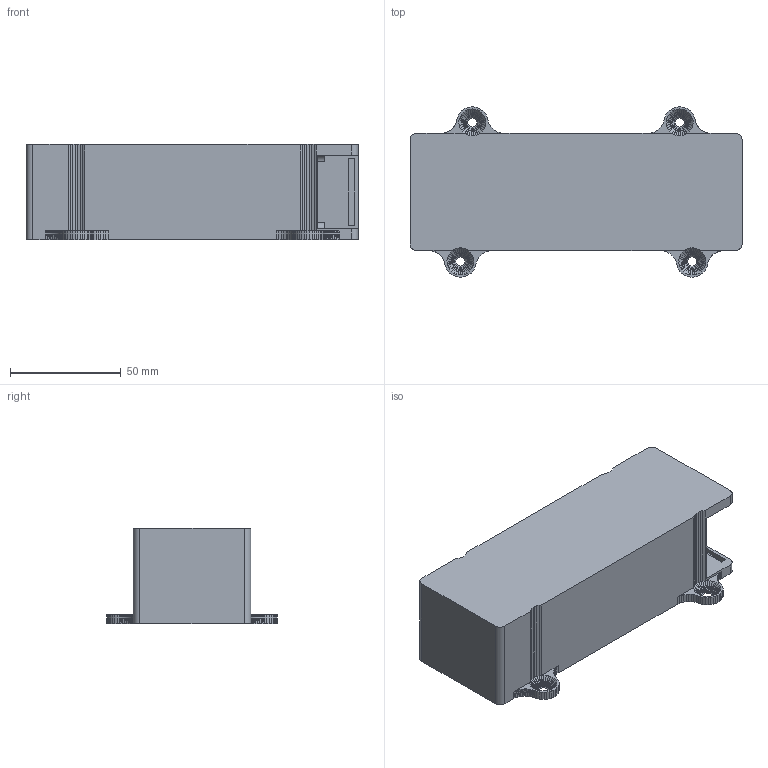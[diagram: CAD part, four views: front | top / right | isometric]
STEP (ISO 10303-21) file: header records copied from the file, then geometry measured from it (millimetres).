
FILE_DESCRIPTION(/* description */ (''),/* implementation_level */ '2;1');
FILE_NAME(/* name */ 'battery_box_modified_mount.step',/* time_stamp */ '2021-11-16T11:46:06-05:00',/* author */ (''),/* organization */ (''),/* preprocessor_version */ 'ST-DEVELOPER v18.1',/* originating_system */ 'Autodesk Translation Framework v10.10.0.1391',/* authorisation */ '');
FILE_SCHEMA (('AUTOMOTIVE_DESIGN { 1 0 10303 214 3 1 1 }'));
Length unit declared in the file: millimetre
Products named in the file (1): top_plate
Bounding box: 150 x 76.95 x 43 mm (x, y, z)
Volume: 138586.7 mm3; surface area: 55275.3 mm2
Topology: 1 solids, 1 shells, 520 faces, 1209 edges, 690 vertices
Faces by surface type: plane 511, cylinder 9
Entity records: 14076 total; most frequent: CARTESIAN_POINT 2420, ORIENTED_EDGE 2418, DIRECTION 2269, EDGE_CURVE 1209, LINE 1191, VECTOR 1191, VERTEX_POINT 690, AXIS2_PLACEMENT_3D 539
